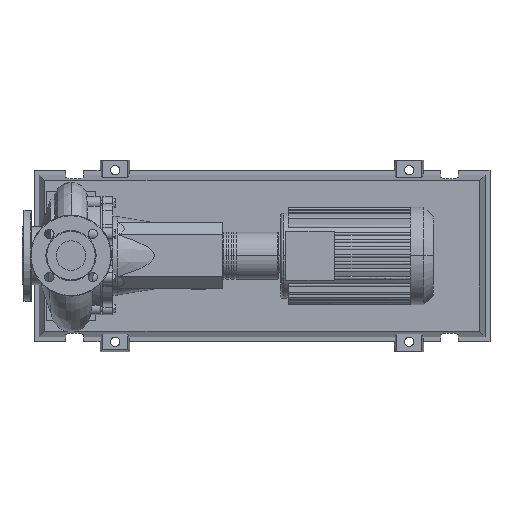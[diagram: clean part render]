
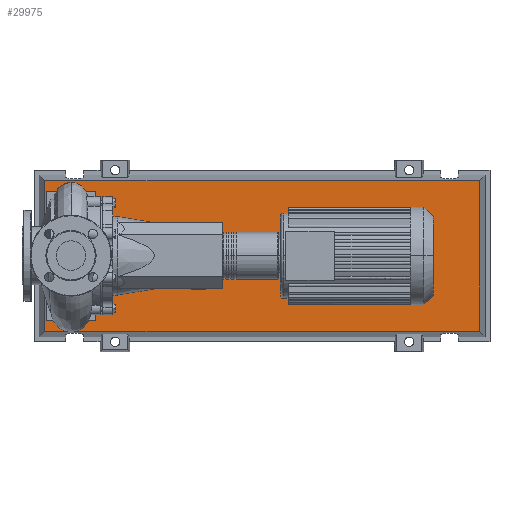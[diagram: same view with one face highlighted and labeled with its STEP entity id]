
A CAD part, top view. The second image highlights one B-rep face of the part: STEP entity #29975.
In plain terms, the highlighted planar face has unit normal (0, 0, 1).
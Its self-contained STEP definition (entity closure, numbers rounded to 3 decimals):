
#29656=CARTESIAN_POINT('',(833.292,-153.292,83.0));
#29657=VERTEX_POINT('',#29656);
#29664=CARTESIAN_POINT('',(-53.292,-153.292,83.0));
#29665=VERTEX_POINT('',#29664);
#29666=CARTESIAN_POINT('',(833.292,-153.292,83.0));
#29667=DIRECTION('',(-1.0,0.0,0.0));
#29668=VECTOR('',#29667,886.584);
#29669=LINE('',#29666,#29668);
#29670=EDGE_CURVE('',#29657,#29665,#29669,.T.);
#29888=CARTESIAN_POINT('',(833.292,153.292,83.0));
#29889=VERTEX_POINT('',#29888);
#29890=CARTESIAN_POINT('',(833.292,153.292,83.0));
#29891=DIRECTION('',(0.0,-1.0,0.0));
#29892=VECTOR('',#29891,306.584);
#29893=LINE('',#29890,#29892);
#29894=EDGE_CURVE('',#29889,#29657,#29893,.T.);
#29912=CARTESIAN_POINT('',(-53.292,153.292,83.0));
#29913=VERTEX_POINT('',#29912);
#29914=CARTESIAN_POINT('',(-53.292,-153.292,83.0));
#29915=DIRECTION('',(0.0,1.0,0.0));
#29916=VECTOR('',#29915,306.584);
#29917=LINE('',#29914,#29916);
#29918=EDGE_CURVE('',#29665,#29913,#29917,.T.);
#29951=CARTESIAN_POINT('',(-53.292,153.292,83.0));
#29952=DIRECTION('',(1.0,0.0,0.0));
#29953=VECTOR('',#29952,886.584);
#29954=LINE('',#29951,#29953);
#29955=EDGE_CURVE('',#29913,#29889,#29954,.T.);
#29964=CARTESIAN_POINT('',(390.,0.,83.0));
#29965=DIRECTION('',(0.0,0.0,1.0));
#29966=DIRECTION('',(1.0,0.0,0.0));
#29967=AXIS2_PLACEMENT_3D('',#29964,#29965,#29966);
#29968=PLANE('',#29967);
#29969=ORIENTED_EDGE('',*,*,#29894,.F.);
#29970=ORIENTED_EDGE('',*,*,#29955,.F.);
#29971=ORIENTED_EDGE('',*,*,#29918,.F.);
#29972=ORIENTED_EDGE('',*,*,#29670,.F.);
#29973=EDGE_LOOP('',(#29969,#29970,#29971,#29972));
#29974=FACE_OUTER_BOUND('',#29973,.T.);
#29975=ADVANCED_FACE('',(#29974),#29968,.T.);
